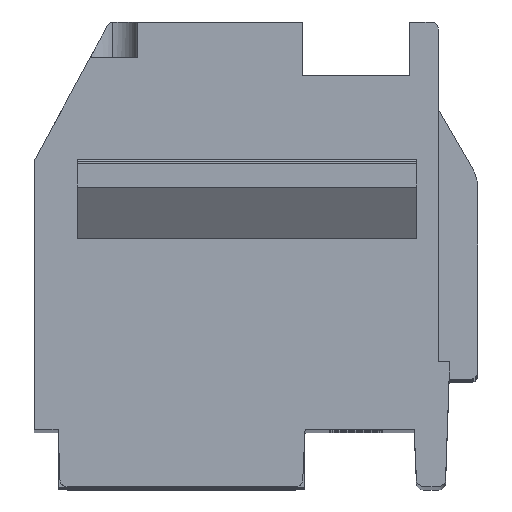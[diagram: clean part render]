
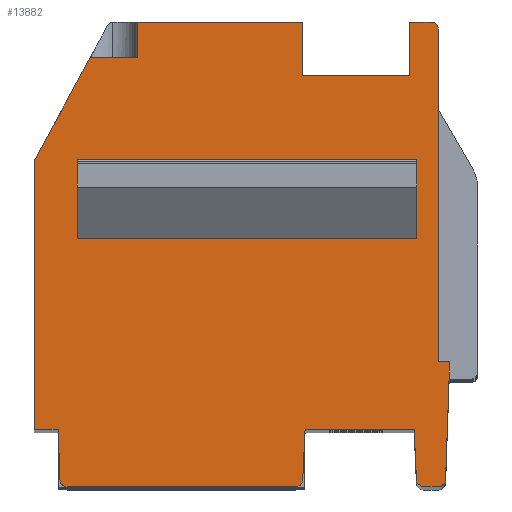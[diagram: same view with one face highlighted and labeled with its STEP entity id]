
A CAD part, top view. The second image highlights one B-rep face of the part: STEP entity #13882.
In plain terms, the highlighted planar face has unit normal (0, 0, 1).
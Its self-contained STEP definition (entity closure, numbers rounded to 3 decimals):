
#34=DIRECTION('',(0.,1.,0.));
#35=VECTOR('',#34,1.55);
#36=CARTESIAN_POINT('',(-5.188,0.15,52.5));
#37=LINE('',#36,#35);
#38=DIRECTION('',(-1.,0.,0.));
#39=VECTOR('',#38,9.5);
#40=CARTESIAN_POINT('',(4.312,0.15,52.5));
#41=LINE('',#40,#39);
#42=DIRECTION('',(0.,1.,0.));
#43=VECTOR('',#42,1.55);
#44=CARTESIAN_POINT('',(4.312,0.15,52.5));
#45=LINE('',#44,#43);
#46=DIRECTION('',(-1.,0.,0.));
#47=VECTOR('',#46,9.5);
#48=CARTESIAN_POINT('',(4.312,1.7,52.5));
#49=LINE('',#48,#47);
#50=DIRECTION('',(0.,-1.,0.));
#51=VECTOR('',#50,7.041);
#52=CARTESIAN_POINT('',(4.912,3.741,52.5));
#53=LINE('',#52,#51);
#54=DIRECTION('',(1.,0.,0.));
#55=VECTOR('',#54,0.32);
#56=CARTESIAN_POINT('',(4.912,-3.3,52.5));
#57=LINE('',#56,#55);
#58=DIRECTION('',(-0.035,-0.999,0.));
#59=VECTOR('',#58,0.502);
#60=CARTESIAN_POINT('',(5.232,-3.3,52.5));
#61=LINE('',#60,#59);
#62=DIRECTION('',(0.035,0.999,0.));
#63=VECTOR('',#62,2.807);
#64=CARTESIAN_POINT('',(5.116,-6.607,52.5));
#65=LINE('',#64,#63);
#66=CARTESIAN_POINT('',(4.916,-6.6,52.5));
#67=DIRECTION('',(0.,0.,-1.));
#68=DIRECTION('',(0.999,-0.035,0.));
#69=AXIS2_PLACEMENT_3D('',#66,#67,#68);
#71=DIRECTION('',(-1.,0.,0.));
#72=VECTOR('',#71,0.416);
#73=CARTESIAN_POINT('',(4.916,-6.8,52.5));
#74=LINE('',#73,#72);
#75=CARTESIAN_POINT('',(4.501,-6.6,52.5));
#76=DIRECTION('',(0.,0.,-1.));
#77=DIRECTION('',(0.,-1.,0.));
#78=AXIS2_PLACEMENT_3D('',#75,#76,#77);
#80=DIRECTION('',(-0.045,0.999,0.));
#81=VECTOR('',#80,1.411);
#82=CARTESIAN_POINT('',(4.301,-6.609,52.5));
#83=LINE('',#82,#81);
#84=DIRECTION('',(-1.,0.,0.));
#85=VECTOR('',#84,3.052);
#86=CARTESIAN_POINT('',(4.237,-5.2,52.5));
#87=LINE('',#86,#85);
#88=DIRECTION('',(0.045,0.999,0.));
#89=VECTOR('',#88,1.411);
#90=CARTESIAN_POINT('',(1.12,-6.609,52.5));
#91=LINE('',#90,#89);
#92=CARTESIAN_POINT('',(0.92,-6.6,52.5));
#93=DIRECTION('',(0.,0.,1.));
#94=DIRECTION('',(0.,-1.,0.));
#95=AXIS2_PLACEMENT_3D('',#92,#93,#94);
#97=DIRECTION('',(1.,0.,0.));
#98=VECTOR('',#97,6.396);
#99=CARTESIAN_POINT('',(-5.475,-6.8,52.5));
#100=LINE('',#99,#98);
#101=CARTESIAN_POINT('',(-5.475,-6.6,52.5));
#102=DIRECTION('',(0.,0.,1.));
#103=DIRECTION('',(-0.999,-0.035,0.));
#104=AXIS2_PLACEMENT_3D('',#101,#102,#103);
#106=DIRECTION('',(0.035,-0.999,0.));
#107=VECTOR('',#106,1.408);
#108=CARTESIAN_POINT('',(-5.724,-5.2,52.5));
#109=LINE('',#108,#107);
#110=DIRECTION('',(1.,0.,0.));
#111=VECTOR('',#110,0.664);
#112=CARTESIAN_POINT('',(-6.388,-5.2,52.5));
#113=LINE('',#112,#111);
#114=DIRECTION('',(0.,1.,0.));
#115=VECTOR('',#114,7.53);
#116=CARTESIAN_POINT('',(-6.388,-5.2,52.5));
#117=LINE('',#116,#115);
#118=DIRECTION('',(-0.477,-0.879,0.));
#119=VECTOR('',#118,3.266);
#120=CARTESIAN_POINT('',(-4.83,5.2,52.5));
#121=LINE('',#120,#119);
#122=DIRECTION('',(1.,0.,0.));
#123=VECTOR('',#122,1.316);
#124=CARTESIAN_POINT('',(-4.83,5.2,52.5));
#125=LINE('',#124,#123);
#126=DIRECTION('',(0.,1.,0.));
#127=VECTOR('',#126,1.);
#128=CARTESIAN_POINT('',(-3.514,5.2,52.5));
#129=LINE('',#128,#127);
#130=DIRECTION('',(-1.,0.,0.));
#131=VECTOR('',#130,4.626);
#132=CARTESIAN_POINT('',(1.112,6.2,52.5));
#133=LINE('',#132,#131);
#134=DIRECTION('',(0.,-1.,0.));
#135=VECTOR('',#134,1.5);
#136=CARTESIAN_POINT('',(1.112,6.2,52.5));
#137=LINE('',#136,#135);
#138=DIRECTION('',(1.,0.,0.));
#139=VECTOR('',#138,3.);
#140=CARTESIAN_POINT('',(1.112,4.7,52.5));
#141=LINE('',#140,#139);
#142=DIRECTION('',(0.,-1.,0.));
#143=VECTOR('',#142,1.5);
#144=CARTESIAN_POINT('',(4.112,6.2,52.5));
#145=LINE('',#144,#143);
#146=DIRECTION('',(-1.,0.,0.));
#147=VECTOR('',#146,0.6);
#148=CARTESIAN_POINT('',(4.712,6.2,52.5));
#149=LINE('',#148,#147);
#150=CARTESIAN_POINT('',(4.712,6.,52.5));
#151=DIRECTION('',(0.,0.,1.));
#152=DIRECTION('',(1.,0.,0.));
#153=AXIS2_PLACEMENT_3D('',#150,#151,#152);
#155=DIRECTION('',(0.,1.,0.));
#156=VECTOR('',#155,2.259);
#157=CARTESIAN_POINT('',(4.912,3.741,52.5));
#158=LINE('',#157,#156);
#10793=CARTESIAN_POINT('',(4.916,-6.8,52.5));
#10794=CARTESIAN_POINT('',(4.501,-6.8,52.5));
#10795=VERTEX_POINT('',#10793);
#10796=VERTEX_POINT('',#10794);
#10797=CARTESIAN_POINT('',(5.116,-6.607,52.5));
#10798=VERTEX_POINT('',#10797);
#10799=CARTESIAN_POINT('',(-6.388,-5.2,52.5));
#10800=CARTESIAN_POINT('',(-6.388,2.33,52.5));
#10801=VERTEX_POINT('',#10799);
#10802=VERTEX_POINT('',#10800);
#10803=CARTESIAN_POINT('',(4.301,-6.609,52.5));
#10804=CARTESIAN_POINT('',(4.237,-5.2,52.5));
#10805=VERTEX_POINT('',#10803);
#10806=VERTEX_POINT('',#10804);
#10840=CARTESIAN_POINT('',(-4.83,5.2,52.5));
#10841=CARTESIAN_POINT('',(-3.514,5.2,52.5));
#10842=VERTEX_POINT('',#10840);
#10843=VERTEX_POINT('',#10841);
#10844=CARTESIAN_POINT('',(-3.514,6.2,52.5));
#10845=VERTEX_POINT('',#10844);
#10891=CARTESIAN_POINT('',(-5.188,0.15,52.5));
#10892=CARTESIAN_POINT('',(-5.188,1.7,52.5));
#10893=VERTEX_POINT('',#10891);
#10894=VERTEX_POINT('',#10892);
#10895=CARTESIAN_POINT('',(4.312,0.15,52.5));
#10896=CARTESIAN_POINT('',(4.312,1.7,52.5));
#10897=VERTEX_POINT('',#10895);
#10898=VERTEX_POINT('',#10896);
#10951=CARTESIAN_POINT('',(4.912,6.,52.5));
#10952=CARTESIAN_POINT('',(4.712,6.2,52.5));
#10953=VERTEX_POINT('',#10951);
#10954=VERTEX_POINT('',#10952);
#11102=CARTESIAN_POINT('',(4.112,6.2,52.5));
#11103=CARTESIAN_POINT('',(4.112,4.7,52.5));
#11104=VERTEX_POINT('',#11102);
#11105=VERTEX_POINT('',#11103);
#11106=CARTESIAN_POINT('',(1.112,6.2,52.5));
#11107=CARTESIAN_POINT('',(1.112,4.7,52.5));
#11108=VERTEX_POINT('',#11106);
#11109=VERTEX_POINT('',#11107);
#11180=CARTESIAN_POINT('',(-5.675,-6.607,52.5));
#11181=CARTESIAN_POINT('',(-5.475,-6.8,52.5));
#11182=VERTEX_POINT('',#11180);
#11183=VERTEX_POINT('',#11181);
#11184=CARTESIAN_POINT('',(0.92,-6.8,52.5));
#11185=VERTEX_POINT('',#11184);
#11186=CARTESIAN_POINT('',(1.12,-6.609,52.5));
#11187=VERTEX_POINT('',#11186);
#11196=CARTESIAN_POINT('',(1.184,-5.2,52.5));
#11198=VERTEX_POINT('',#11196);
#11202=CARTESIAN_POINT('',(-5.724,-5.2,52.5));
#11203=VERTEX_POINT('',#11202);
#13805=CARTESIAN_POINT('',(4.912,3.741,52.5));
#13806=CARTESIAN_POINT('',(4.912,-3.3,52.5));
#13807=VERTEX_POINT('',#13805);
#13808=VERTEX_POINT('',#13806);
#13809=CARTESIAN_POINT('',(5.232,-3.3,52.5));
#13810=VERTEX_POINT('',#13809);
#13811=CARTESIAN_POINT('',(5.214,-3.802,52.5));
#13812=VERTEX_POINT('',#13811);
#13813=CARTESIAN_POINT('',(0.,0.,52.5));
#13814=DIRECTION('',(0.,0.,1.));
#13815=DIRECTION('',(1.,0.,0.));
#13816=AXIS2_PLACEMENT_3D('',#13813,#13814,#13815);
#13817=PLANE('',#13816);
#13819=ORIENTED_EDGE('',*,*,#13818,.T.);
#13821=ORIENTED_EDGE('',*,*,#13820,.T.);
#13823=ORIENTED_EDGE('',*,*,#13822,.T.);
#13825=ORIENTED_EDGE('',*,*,#13824,.F.);
#13827=ORIENTED_EDGE('',*,*,#13826,.T.);
#13829=ORIENTED_EDGE('',*,*,#13828,.T.);
#13831=ORIENTED_EDGE('',*,*,#13830,.T.);
#13833=ORIENTED_EDGE('',*,*,#13832,.T.);
#13835=ORIENTED_EDGE('',*,*,#13834,.T.);
#13837=ORIENTED_EDGE('',*,*,#13836,.F.);
#13839=ORIENTED_EDGE('',*,*,#13838,.F.);
#13841=ORIENTED_EDGE('',*,*,#13840,.F.);
#13843=ORIENTED_EDGE('',*,*,#13842,.F.);
#13845=ORIENTED_EDGE('',*,*,#13844,.F.);
#13847=ORIENTED_EDGE('',*,*,#13846,.F.);
#13849=ORIENTED_EDGE('',*,*,#13848,.T.);
#13851=ORIENTED_EDGE('',*,*,#13850,.F.);
#13853=ORIENTED_EDGE('',*,*,#13852,.T.);
#13855=ORIENTED_EDGE('',*,*,#13854,.T.);
#13857=ORIENTED_EDGE('',*,*,#13856,.F.);
#13859=ORIENTED_EDGE('',*,*,#13858,.T.);
#13861=ORIENTED_EDGE('',*,*,#13860,.T.);
#13863=ORIENTED_EDGE('',*,*,#13862,.F.);
#13865=ORIENTED_EDGE('',*,*,#13864,.F.);
#13867=ORIENTED_EDGE('',*,*,#13866,.F.);
#13869=ORIENTED_EDGE('',*,*,#13868,.F.);
#13870=EDGE_LOOP('',(#13819,#13821,#13823,#13825,#13827,#13829,#13831,#13833,
#13835,#13837,#13839,#13841,#13843,#13845,#13847,#13849,#13851,#13853,#13855,
#13857,#13859,#13861,#13863,#13865,#13867,#13869));
#13871=FACE_OUTER_BOUND('',#13870,.F.);
#13873=ORIENTED_EDGE('',*,*,#13872,.F.);
#13875=ORIENTED_EDGE('',*,*,#13874,.F.);
#13877=ORIENTED_EDGE('',*,*,#13876,.T.);
#13879=ORIENTED_EDGE('',*,*,#13878,.T.);
#13880=EDGE_LOOP('',(#13873,#13875,#13877,#13879));
#13881=FACE_BOUND('',#13880,.F.);
#70=CIRCLE('',#69,0.2);
#79=CIRCLE('',#78,0.2);
#96=CIRCLE('',#95,0.2);
#105=CIRCLE('',#104,0.2);
#154=CIRCLE('',#153,0.2);
#13818=EDGE_CURVE('',#13807,#13808,#53,.T.);
#13820=EDGE_CURVE('',#13808,#13810,#57,.T.);
#13822=EDGE_CURVE('',#13810,#13812,#61,.T.);
#13824=EDGE_CURVE('',#10798,#13812,#65,.T.);
#13826=EDGE_CURVE('',#10798,#10795,#70,.T.);
#13828=EDGE_CURVE('',#10795,#10796,#74,.T.);
#13830=EDGE_CURVE('',#10796,#10805,#79,.T.);
#13832=EDGE_CURVE('',#10805,#10806,#83,.T.);
#13834=EDGE_CURVE('',#10806,#11198,#87,.T.);
#13836=EDGE_CURVE('',#11187,#11198,#91,.T.);
#13838=EDGE_CURVE('',#11185,#11187,#96,.T.);
#13840=EDGE_CURVE('',#11183,#11185,#100,.T.);
#13842=EDGE_CURVE('',#11182,#11183,#105,.T.);
#13844=EDGE_CURVE('',#11203,#11182,#109,.T.);
#13846=EDGE_CURVE('',#10801,#11203,#113,.T.);
#13848=EDGE_CURVE('',#10801,#10802,#117,.T.);
#13850=EDGE_CURVE('',#10842,#10802,#121,.T.);
#13852=EDGE_CURVE('',#10842,#10843,#125,.T.);
#13854=EDGE_CURVE('',#10843,#10845,#129,.T.);
#13856=EDGE_CURVE('',#11108,#10845,#133,.T.);
#13858=EDGE_CURVE('',#11108,#11109,#137,.T.);
#13860=EDGE_CURVE('',#11109,#11105,#141,.T.);
#13862=EDGE_CURVE('',#11104,#11105,#145,.T.);
#13864=EDGE_CURVE('',#10954,#11104,#149,.T.);
#13866=EDGE_CURVE('',#10953,#10954,#154,.T.);
#13868=EDGE_CURVE('',#13807,#10953,#158,.T.);
#13872=EDGE_CURVE('',#10893,#10894,#37,.T.);
#13874=EDGE_CURVE('',#10897,#10893,#41,.T.);
#13876=EDGE_CURVE('',#10897,#10898,#45,.T.);
#13878=EDGE_CURVE('',#10898,#10894,#49,.T.);
#13882=ADVANCED_FACE('',(#13871,#13881),#13817,.T.);
